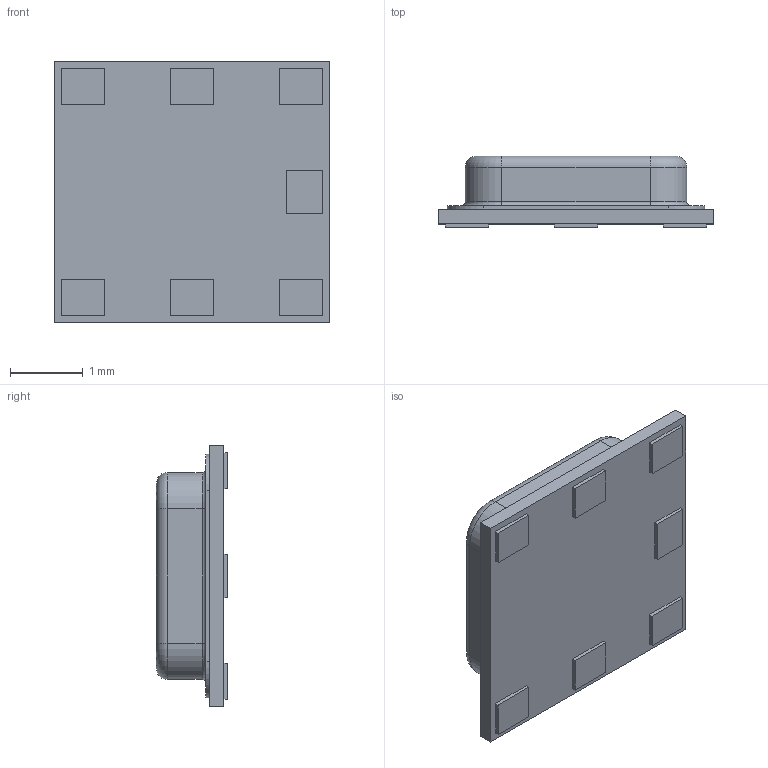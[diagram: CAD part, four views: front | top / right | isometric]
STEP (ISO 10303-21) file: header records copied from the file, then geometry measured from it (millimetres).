
FILE_DESCRIPTION (( 'STEP AP214' ), '1' );
FILE_NAME ('16D61715-D290-493E-90A2-FCC7A39CB3D6.STEP', '2024-09-22T11:39:57', ( '' ), ( '' ), 'SwSTEP 2.0', 'SolidWorks 2022', '' );
FILE_SCHEMA (( 'AUTOMOTIVE_DESIGN' ));
Length unit declared in the file: millimetre
Products named in the file (1): 16D61715-D290-493E-90A2-FCC7A39CB3D6
Bounding box: 3.8 x 0.98 x 3.6 mm (x, y, z)
Volume: 9 mm3; surface area: 39 mm2
Topology: 1 solids, 1 shells, 78 faces, 182 edges, 116 vertices
Faces by surface type: plane 52, cylinder 18, torus 8
Entity records: 3028 total; most frequent: DIRECTION 384, CARTESIAN_POINT 377, ORIENTED_EDGE 364, EDGE_CURVE 182, LINE 138, VECTOR 138, AXIS2_PLACEMENT_3D 123, VERTEX_POINT 116
